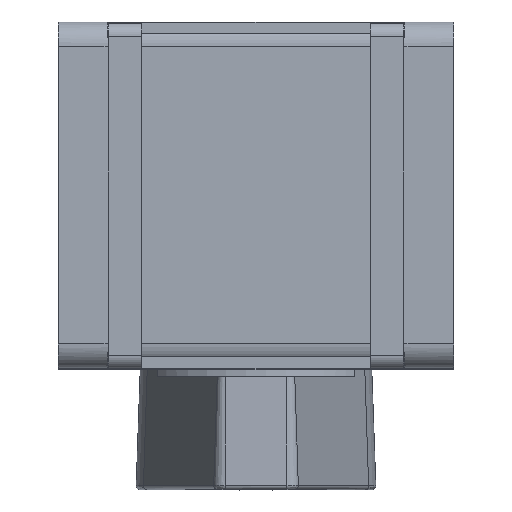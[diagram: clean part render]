
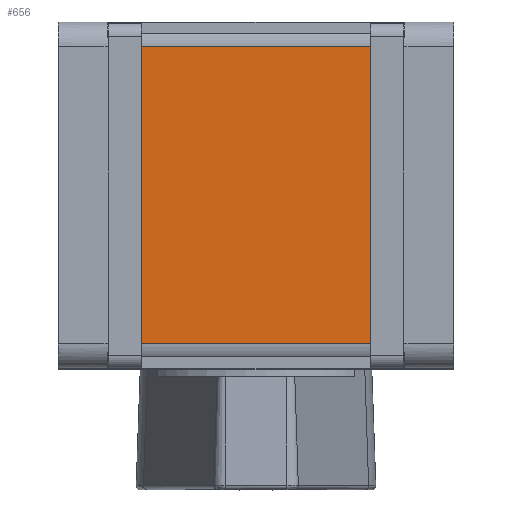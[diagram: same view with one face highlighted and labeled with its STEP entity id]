
A CAD part, top view. The second image highlights one B-rep face of the part: STEP entity #656.
In plain terms, the highlighted planar face has unit normal (0, -0.001, 1).
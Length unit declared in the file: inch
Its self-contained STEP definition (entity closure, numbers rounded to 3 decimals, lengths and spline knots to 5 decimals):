
#88 = EDGE_CURVE ( 'NONE', #3716, #2888, #2148, .T. ) ;
#100 = DIRECTION ( 'NONE',  ( 0., -1., -0.001 ) ) ;
#656 = ADVANCED_FACE ( 'NONE', ( #4492 ), #5698, .T. ) ;
#734 = CARTESIAN_POINT ( 'NONE',  ( 2.3715, 1.12886, 1.31186 ) ) ;
#1164 = ORIENTED_EDGE ( 'NONE', *, *, #3248, .F. ) ;
#1318 = VERTEX_POINT ( 'NONE', #5707 ) ;
#1682 = DIRECTION ( 'NONE',  ( -1., 0., 0. ) ) ;
#1699 = VECTOR ( 'NONE', #1682, 39.37008 ) ;
#1818 = CARTESIAN_POINT ( 'NONE',  ( 3., 1.12886, 1.31186 ) ) ;
#2055 = CARTESIAN_POINT ( 'NONE',  ( 0.6285, 1.12886, 1.31186 ) ) ;
#2074 = VECTOR ( 'NONE', #8070, 39.37008 ) ;
#2148 = LINE ( 'NONE', #2935, #6759 ) ;
#2407 = LINE ( 'NONE', #2999, #2074 ) ;
#2888 = VERTEX_POINT ( 'NONE', #3221 ) ;
#2935 = CARTESIAN_POINT ( 'NONE',  ( 0.6285, 1.12886, 1.31186 ) ) ;
#2999 = CARTESIAN_POINT ( 'NONE',  ( 3., -1.12914, 1.31014 ) ) ;
#3221 = CARTESIAN_POINT ( 'NONE',  ( 0.6285, -1.12914, 1.31014 ) ) ;
#3248 = EDGE_CURVE ( 'NONE', #6317, #1318, #5806, .T. ) ;
#3667 = CARTESIAN_POINT ( 'NONE',  ( 2.3715, 1.12886, 1.31186 ) ) ;
#3716 = VERTEX_POINT ( 'NONE', #2055 ) ;
#3833 = CARTESIAN_POINT ( 'NONE',  ( 3., -1.12914, 1.31014 ) ) ;
#4399 = ORIENTED_EDGE ( 'NONE', *, *, #7492, .F. ) ;
#4492 = FACE_OUTER_BOUND ( 'NONE', #7694, .T. ) ;
#4983 = LINE ( 'NONE', #1818, #1699 ) ;
#5194 = DIRECTION ( 'NONE',  ( 0., -1., -0.001 ) ) ;
#5475 = DIRECTION ( 'NONE',  ( 0., -1., -0.001 ) ) ;
#5630 = VECTOR ( 'NONE', #100, 39.37008 ) ;
#5698 = PLANE ( 'NONE',  #6249 ) ;
#5707 = CARTESIAN_POINT ( 'NONE',  ( 2.3715, -1.12914, 1.31014 ) ) ;
#5806 = LINE ( 'NONE', #734, #5630 ) ;
#6249 = AXIS2_PLACEMENT_3D ( 'NONE', #3833, #6470, #5194 ) ;
#6317 = VERTEX_POINT ( 'NONE', #3667 ) ;
#6470 = DIRECTION ( 'NONE',  ( 0., -0.001, 1. ) ) ;
#6759 = VECTOR ( 'NONE', #5475, 39.37008 ) ;
#7492 = EDGE_CURVE ( 'NONE', #1318, #2888, #2407, .T. ) ;
#7572 = ORIENTED_EDGE ( 'NONE', *, *, #88, .T. ) ;
#7694 = EDGE_LOOP ( 'NONE', ( #1164, #7772, #7572, #4399 ) ) ;
#7772 = ORIENTED_EDGE ( 'NONE', *, *, #8222, .T. ) ;
#8070 = DIRECTION ( 'NONE',  ( -1., 0., 0. ) ) ;
#8222 = EDGE_CURVE ( 'NONE', #6317, #3716, #4983, .T. ) ;
